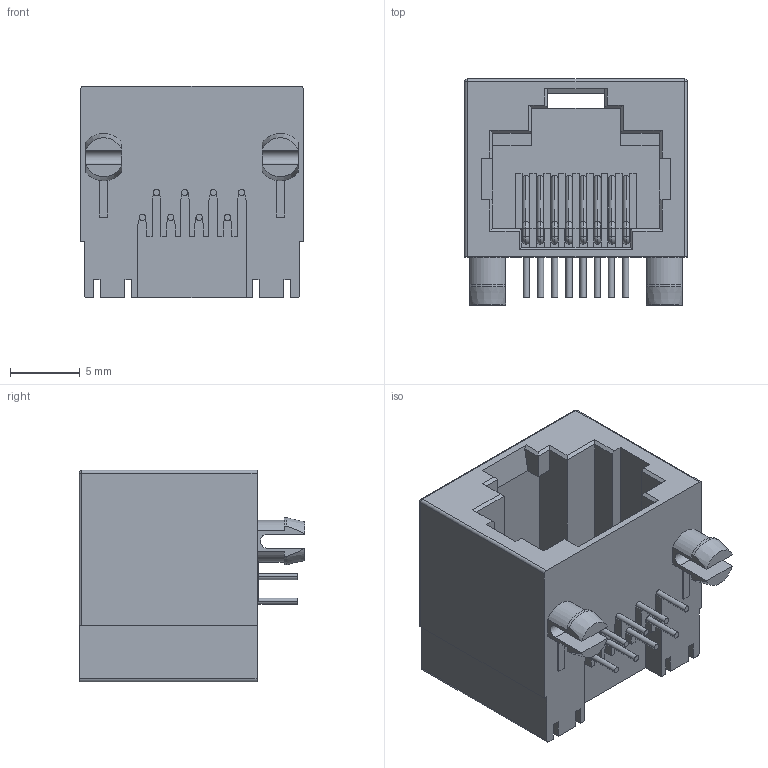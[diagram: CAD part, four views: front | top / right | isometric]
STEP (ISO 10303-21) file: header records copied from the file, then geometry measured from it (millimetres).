
FILE_DESCRIPTION((''),'2;1');
FILE_NAME('DGKYD561188IWA1DY1','2022-08-29T14:42:49',('Administrator'),(''),'CREO PARAMETRIC BY PTC INC, 2018400','CREO PARAMETRIC BY PTC INC, 2018400','');
FILE_SCHEMA(('CONFIG_CONTROL_DESIGN'));
Length unit declared in the file: millimetre
Products named in the file (1): DGKYD561188IWA1DY1
Bounding box: 16 x 16.25 x 15.2 mm (x, y, z)
Volume: 1482.7 mm3; surface area: 2768.9 mm2
Topology: 1 solids, 1 shells, 387 faces, 1037 edges, 662 vertices
Faces by surface type: plane 264, cylinder 85, torus 32, cone 4, sphere 2
Entity records: 12000 total; most frequent: CARTESIAN_POINT 2149, ORIENTED_EDGE 2070, DIRECTION 2019, EDGE_CURVE 1035, VECTOR 797, LINE 797, VERTEX_POINT 662, AXIS2_PLACEMENT_3D 611
